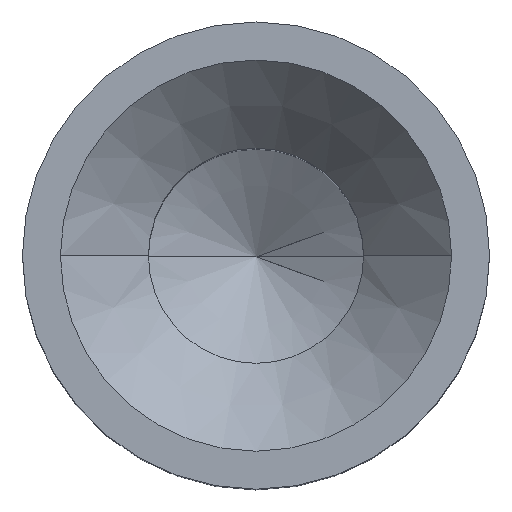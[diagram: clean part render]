
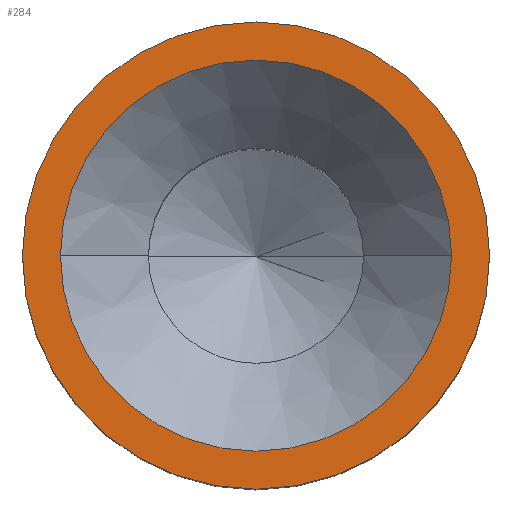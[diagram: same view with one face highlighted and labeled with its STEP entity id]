
A CAD part, top view. The second image highlights one B-rep face of the part: STEP entity #284.
In plain terms, the highlighted planar face has unit normal (0, 0, 1).
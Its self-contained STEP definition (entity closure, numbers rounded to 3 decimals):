
#25 = VERTEX_POINT ( 'NONE', #1459 ) ;
#171 = AXIS2_PLACEMENT_3D ( 'NONE', #1768, #922, #950 ) ;
#284 = ADVANCED_FACE ( 'NONE', ( #2143, #1595 ), #1174, .F. ) ;
#301 = DIRECTION ( 'NONE',  ( 1., 0., 0. ) ) ;
#307 = DIRECTION ( 'NONE',  ( 1., 0., 0. ) ) ;
#339 = DIRECTION ( 'NONE',  ( -1., 0., 0. ) ) ;
#343 = CIRCLE ( 'NONE', #1818, 1.075 ) ;
#356 = VERTEX_POINT ( 'NONE', #760 ) ;
#379 = DIRECTION ( 'NONE',  ( 0., 0., -1. ) ) ;
#399 = AXIS2_PLACEMENT_3D ( 'NONE', #1832, #616, #1438 ) ;
#435 = ORIENTED_EDGE ( 'NONE', *, *, #2113, .T. ) ;
#499 = ORIENTED_EDGE ( 'NONE', *, *, #1072, .T. ) ;
#616 = DIRECTION ( 'NONE',  ( 0., 0., 1. ) ) ;
#621 = VERTEX_POINT ( 'NONE', #1057 ) ;
#682 = EDGE_CURVE ( 'NONE', #621, #25, #2303, .T. ) ;
#694 = CIRCLE ( 'NONE', #399, 1.075 ) ;
#748 = EDGE_LOOP ( 'NONE', ( #435, #499 ) ) ;
#760 = CARTESIAN_POINT ( 'NONE',  ( -1.075, 0., 0. ) ) ;
#897 = VERTEX_POINT ( 'NONE', #2368 ) ;
#918 = AXIS2_PLACEMENT_3D ( 'NONE', #2386, #379, #339 ) ;
#922 = DIRECTION ( 'NONE',  ( 0., 0., 1. ) ) ;
#950 = DIRECTION ( 'NONE',  ( 1., 0., 0. ) ) ;
#1057 = CARTESIAN_POINT ( 'NONE',  ( 0.9, 0., 0. ) ) ;
#1072 = EDGE_CURVE ( 'NONE', #356, #897, #343, .T. ) ;
#1092 = CARTESIAN_POINT ( 'NONE',  ( 0., 0., 0. ) ) ;
#1174 = PLANE ( 'NONE',  #918 ) ;
#1427 = AXIS2_PLACEMENT_3D ( 'NONE', #1092, #1940, #301 ) ;
#1438 = DIRECTION ( 'NONE',  ( 1., 0., 0. ) ) ;
#1459 = CARTESIAN_POINT ( 'NONE',  ( -0.9, 0., 0. ) ) ;
#1473 = EDGE_CURVE ( 'NONE', #25, #621, #1990, .T. ) ;
#1481 = EDGE_LOOP ( 'NONE', ( #2086, #1881 ) ) ;
#1502 = DIRECTION ( 'NONE',  ( 0., 0., 1. ) ) ;
#1595 = FACE_OUTER_BOUND ( 'NONE', #748, .T. ) ;
#1768 = CARTESIAN_POINT ( 'NONE',  ( 0., 0., 0. ) ) ;
#1818 = AXIS2_PLACEMENT_3D ( 'NONE', #1947, #1502, #307 ) ;
#1832 = CARTESIAN_POINT ( 'NONE',  ( 0., 0., 0. ) ) ;
#1881 = ORIENTED_EDGE ( 'NONE', *, *, #1473, .F. ) ;
#1940 = DIRECTION ( 'NONE',  ( 0., 0., 1. ) ) ;
#1947 = CARTESIAN_POINT ( 'NONE',  ( 0., 0., 0. ) ) ;
#1990 = CIRCLE ( 'NONE', #171, 0.9 ) ;
#2086 = ORIENTED_EDGE ( 'NONE', *, *, #682, .F. ) ;
#2113 = EDGE_CURVE ( 'NONE', #897, #356, #694, .T. ) ;
#2143 = FACE_BOUND ( 'NONE', #1481, .T. ) ;
#2303 = CIRCLE ( 'NONE', #1427, 0.9 ) ;
#2368 = CARTESIAN_POINT ( 'NONE',  ( 1.075, 0., 0. ) ) ;
#2386 = CARTESIAN_POINT ( 'NONE',  ( 0., 0., 0. ) ) ;
